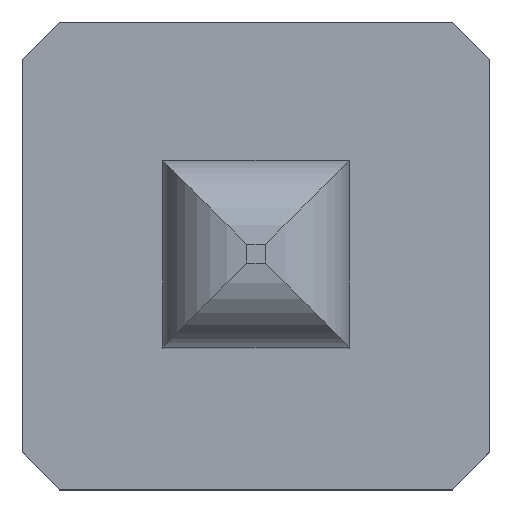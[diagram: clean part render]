
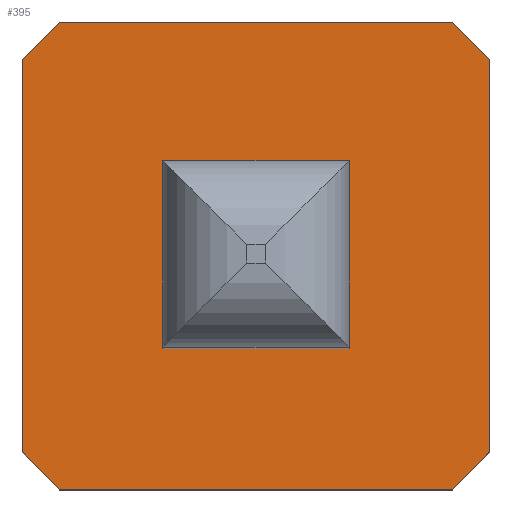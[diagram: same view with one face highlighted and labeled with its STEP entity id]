
A CAD part, top view. The second image highlights one B-rep face of the part: STEP entity #395.
In plain terms, the highlighted planar face has unit normal (0, 0, 1).
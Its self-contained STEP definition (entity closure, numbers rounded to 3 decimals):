
#31=PLANE('',#442);
#55=FACE_OUTER_BOUND('',#79,.T.);
#79=EDGE_LOOP('',(#349,#350,#351,#352,#353,#354,#355,#356));
#109=LINE('',#616,#153);
#113=LINE('',#624,#157);
#116=LINE('',#630,#160);
#119=LINE('',#636,#163);
#122=LINE('',#642,#166);
#125=LINE('',#648,#169);
#128=LINE('',#654,#172);
#131=LINE('',#659,#175);
#153=VECTOR('',#512,10.);
#157=VECTOR('',#518,10.);
#160=VECTOR('',#523,10.);
#163=VECTOR('',#528,10.);
#166=VECTOR('',#533,10.);
#169=VECTOR('',#538,10.);
#172=VECTOR('',#543,10.);
#175=VECTOR('',#548,10.);
#193=VERTEX_POINT('',#614);
#194=VERTEX_POINT('',#615);
#197=VERTEX_POINT('',#623);
#199=VERTEX_POINT('',#629);
#201=VERTEX_POINT('',#635);
#203=VERTEX_POINT('',#641);
#205=VERTEX_POINT('',#647);
#207=VERTEX_POINT('',#653);
#237=EDGE_CURVE('',#193,#194,#109,.T.);
#241=EDGE_CURVE('',#197,#194,#113,.T.);
#244=EDGE_CURVE('',#199,#197,#116,.T.);
#247=EDGE_CURVE('',#201,#199,#119,.T.);
#250=EDGE_CURVE('',#201,#203,#122,.T.);
#253=EDGE_CURVE('',#205,#203,#125,.T.);
#256=EDGE_CURVE('',#207,#205,#128,.T.);
#259=EDGE_CURVE('',#193,#207,#131,.T.);
#349=ORIENTED_EDGE('',*,*,#259,.F.);
#350=ORIENTED_EDGE('',*,*,#237,.T.);
#351=ORIENTED_EDGE('',*,*,#241,.F.);
#352=ORIENTED_EDGE('',*,*,#244,.F.);
#353=ORIENTED_EDGE('',*,*,#247,.F.);
#354=ORIENTED_EDGE('',*,*,#250,.T.);
#355=ORIENTED_EDGE('',*,*,#253,.F.);
#356=ORIENTED_EDGE('',*,*,#256,.F.);
#395=ADVANCED_FACE('',(#55),#31,.T.);
#442=AXIS2_PLACEMENT_3D('',#661,#550,#551);
#512=DIRECTION('',(0.707,-0.707,0.));
#518=DIRECTION('',(-1.,0.,0.));
#523=DIRECTION('',(-0.707,-0.707,0.));
#528=DIRECTION('',(0.,-1.,0.));
#533=DIRECTION('',(-0.707,0.707,0.));
#538=DIRECTION('',(1.,0.,0.));
#543=DIRECTION('',(0.707,0.707,0.));
#548=DIRECTION('',(0.,1.,0.));
#550=DIRECTION('center_axis',(0.,0.,1.));
#551=DIRECTION('ref_axis',(1.,0.,0.));
#614=CARTESIAN_POINT('',(-1.25,-1.05,5.));
#615=CARTESIAN_POINT('',(-1.05,-1.25,5.));
#616=CARTESIAN_POINT('',(-1.25,-1.05,5.));
#623=CARTESIAN_POINT('',(1.05,-1.25,5.));
#624=CARTESIAN_POINT('',(1.25,-1.25,5.));
#629=CARTESIAN_POINT('',(1.25,-1.05,5.));
#630=CARTESIAN_POINT('',(1.25,-1.05,5.));
#635=CARTESIAN_POINT('',(1.25,1.05,5.));
#636=CARTESIAN_POINT('',(1.25,1.25,5.));
#641=CARTESIAN_POINT('',(1.05,1.25,5.));
#642=CARTESIAN_POINT('',(1.25,1.05,5.));
#647=CARTESIAN_POINT('',(-1.05,1.25,5.));
#648=CARTESIAN_POINT('',(-1.25,1.25,5.));
#653=CARTESIAN_POINT('',(-1.25,1.05,5.));
#654=CARTESIAN_POINT('',(-1.25,1.05,5.));
#659=CARTESIAN_POINT('',(-1.25,-1.25,5.));
#661=CARTESIAN_POINT('Origin',(0.,0.,5.));
